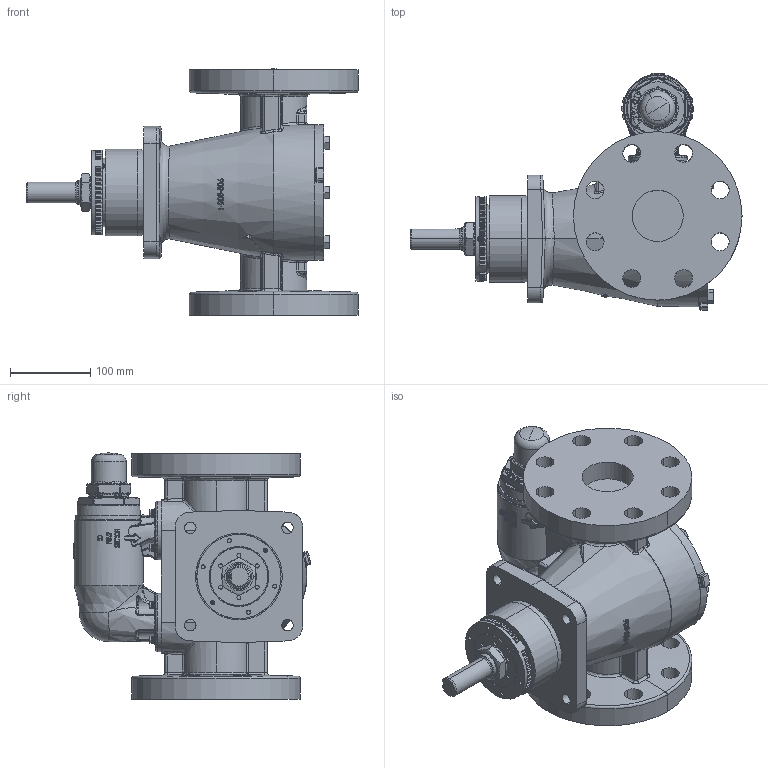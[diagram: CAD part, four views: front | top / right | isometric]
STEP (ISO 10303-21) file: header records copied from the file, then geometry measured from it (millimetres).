
FILE_DESCRIPTION (( 'STEP AP214' ), '1' );
FILE_NAME ('AV-816.STEP', '2019-05-24T18:41:52', ( '' ), ( '' ), 'SwSTEP 2.0', 'SolidWorks 2018', '' );
FILE_SCHEMA (( 'AUTOMOTIVE_DESIGN' ));
Length unit declared in the file: inch
Products named in the file (1): AV-816
Bounding box: 412.62 x 294.97 x 306.07 mm (x, y, z)
Volume: 8458331.8 mm3; surface area: 503187.3 mm2
Topology: 1 solids, 1 shells, 3163 faces, 8073 edges, 5045 vertices
Faces by surface type: plane 1290, bspline 845, cylinder 614, cone 240, torus 94, sphere 80
Entity records: 177115 total; most frequent: CARTESIAN_POINT 85157, ORIENTED_EDGE 15954, DIRECTION 12188, EDGE_CURVE 7977, VERTEX_POINT 5037, AXIS2_PLACEMENT_3D 4461, EDGE_LOOP 3426, LINE 3266
